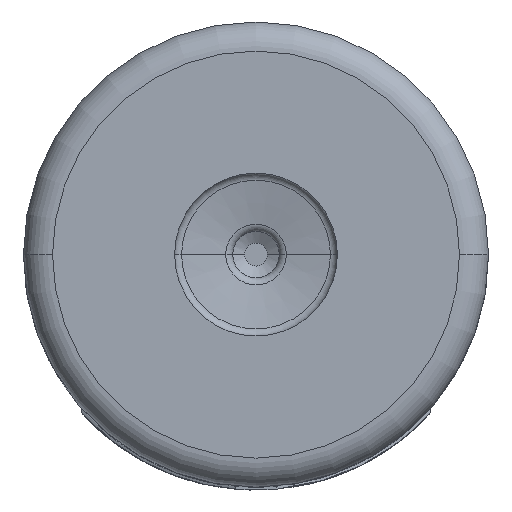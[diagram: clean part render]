
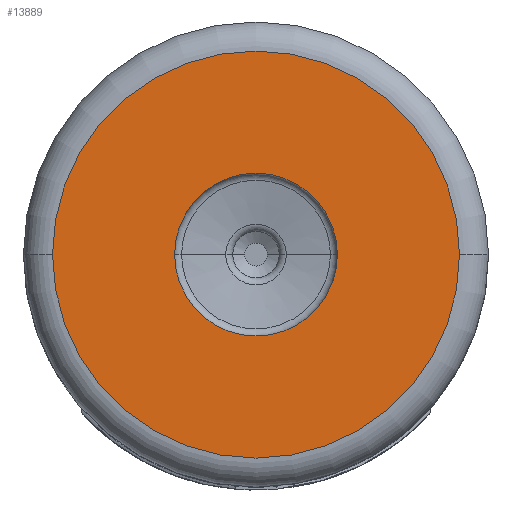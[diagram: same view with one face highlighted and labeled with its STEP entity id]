
A CAD part, front view. The second image highlights one B-rep face of the part: STEP entity #13889.
In plain terms, the highlighted planar face has unit normal (0, -1, 0).
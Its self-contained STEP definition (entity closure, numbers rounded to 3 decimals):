
#1950=CARTESIAN_POINT('',(0.,-4.,0.));
#1951=DIRECTION('',(0.,-1.,0.));
#1952=DIRECTION('',(1.,0.,0.));
#1953=AXIS2_PLACEMENT_3D('',#1950,#1951,#1952);
#1965=CARTESIAN_POINT('',(0.,-4.,0.));
#1966=DIRECTION('',(0.,-1.,0.));
#1967=DIRECTION('',(-1.,0.,0.));
#1968=AXIS2_PLACEMENT_3D('',#1965,#1966,#1967);
#1970=CARTESIAN_POINT('',(0.,-4.,0.));
#1971=DIRECTION('',(0.,-1.,0.));
#1972=DIRECTION('',(1.,0.,0.));
#1973=AXIS2_PLACEMENT_3D('',#1970,#1971,#1972);
#1975=CARTESIAN_POINT('',(0.,-4.,0.));
#1976=DIRECTION('',(0.,-1.,0.));
#1977=DIRECTION('',(-1.,0.,0.));
#1978=AXIS2_PLACEMENT_3D('',#1975,#1976,#1977);
#11811=CARTESIAN_POINT('',(-1.4,-4.,0.));
#11812=CARTESIAN_POINT('',(1.4,-4.,0.));
#11813=VERTEX_POINT('',#11811);
#11814=VERTEX_POINT('',#11812);
#11815=CARTESIAN_POINT('',(3.5,-4.,0.));
#11816=CARTESIAN_POINT('',(-3.5,-4.,0.));
#11817=VERTEX_POINT('',#11815);
#11818=VERTEX_POINT('',#11816);
#13873=CARTESIAN_POINT('',(0.,-4.,0.));
#13874=DIRECTION('',(0.,1.,0.));
#13875=DIRECTION('',(1.,0.,0.));
#13876=AXIS2_PLACEMENT_3D('',#13873,#13874,#13875);
#13877=PLANE('',#13876);
#13878=ORIENTED_EDGE('',*,*,#13863,.F.);
#13880=ORIENTED_EDGE('',*,*,#13879,.F.);
#13881=EDGE_LOOP('',(#13878,#13880));
#13882=FACE_OUTER_BOUND('',#13881,.F.);
#13884=ORIENTED_EDGE('',*,*,#13883,.T.);
#13886=ORIENTED_EDGE('',*,*,#13885,.T.);
#13887=EDGE_LOOP('',(#13884,#13886));
#13888=FACE_BOUND('',#13887,.F.);
#13889=ADVANCED_FACE('',(#13882,#13888),#13877,.F.);
#1954=CIRCLE('',#1953,3.5);
#1969=CIRCLE('',#1968,1.4);
#1974=CIRCLE('',#1973,1.4);
#1979=CIRCLE('',#1978,3.5);
#13863=EDGE_CURVE('',#11817,#11818,#1954,.T.);
#13879=EDGE_CURVE('',#11818,#11817,#1979,.T.);
#13883=EDGE_CURVE('',#11813,#11814,#1969,.T.);
#13885=EDGE_CURVE('',#11814,#11813,#1974,.T.);
